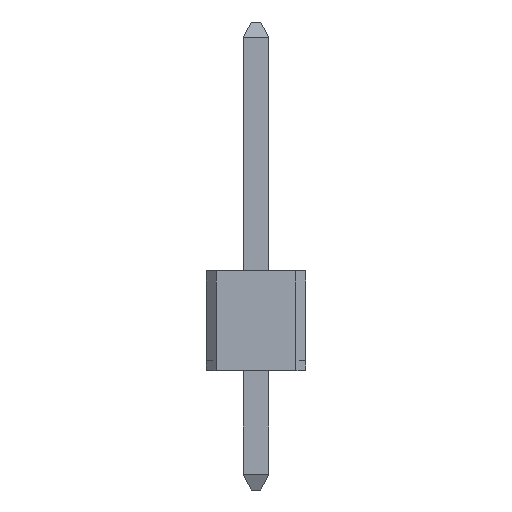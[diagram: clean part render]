
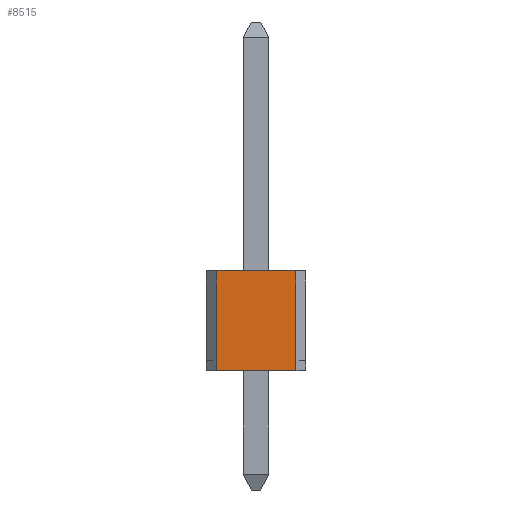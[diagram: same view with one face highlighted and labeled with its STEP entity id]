
A CAD part, left-side view. The second image highlights one B-rep face of the part: STEP entity #8515.
In plain terms, the highlighted planar face has unit normal (-1, 0, 0).
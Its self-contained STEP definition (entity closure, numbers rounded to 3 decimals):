
#76=FACE_OUTER_BOUND('',#584,.T.);
#584=EDGE_LOOP('',(#5535,#5536,#5537,#5538));
#1115=LINE('',#11765,#2309);
#1224=LINE('',#11999,#2418);
#1225=LINE('',#12002,#2419);
#1226=LINE('',#12003,#2420);
#2309=VECTOR('',#9544,2.032);
#2418=VECTOR('',#9691,2.54);
#2419=VECTOR('',#9694,2.032);
#2420=VECTOR('',#9695,2.54);
#3502=VERTEX_POINT('',#11762);
#3503=VERTEX_POINT('',#11764);
#3609=VERTEX_POINT('',#11997);
#3610=VERTEX_POINT('',#12001);
#4227=EDGE_CURVE('',#3503,#3502,#1115,.T.);
#4336=EDGE_CURVE('',#3502,#3609,#1224,.T.);
#4337=EDGE_CURVE('',#3610,#3609,#1225,.T.);
#4338=EDGE_CURVE('',#3503,#3610,#1226,.T.);
#5535=ORIENTED_EDGE('',*,*,#4227,.T.);
#5536=ORIENTED_EDGE('',*,*,#4336,.T.);
#5537=ORIENTED_EDGE('',*,*,#4337,.F.);
#5538=ORIENTED_EDGE('',*,*,#4338,.F.);
#7822=PLANE('',#9038);
#8515=ADVANCED_FACE('',(#76),#7822,.T.);
#9038=AXIS2_PLACEMENT_3D('',#12000,#9692,#9693);
#9544=DIRECTION('',(0.,0.,1.));
#9691=DIRECTION('',(0.,1.,0.));
#9692=DIRECTION('center_axis',(-1.,0.,0.));
#9693=DIRECTION('ref_axis',(0.,0.,1.));
#9694=DIRECTION('',(0.,0.,1.));
#9695=DIRECTION('',(0.,1.,0.));
#11762=CARTESIAN_POINT('',(-1.27,0.,1.016));
#11764=CARTESIAN_POINT('',(-1.27,0.,-1.016));
#11765=CARTESIAN_POINT('',(-1.27,0.,-1.016));
#11997=CARTESIAN_POINT('',(-1.27,2.54,1.016));
#11999=CARTESIAN_POINT('',(-1.27,0.,1.016));
#12000=CARTESIAN_POINT('Origin',(-1.27,0.,-1.016));
#12001=CARTESIAN_POINT('',(-1.27,2.54,-1.016));
#12002=CARTESIAN_POINT('',(-1.27,2.54,-1.016));
#12003=CARTESIAN_POINT('',(-1.27,0.,-1.016));
